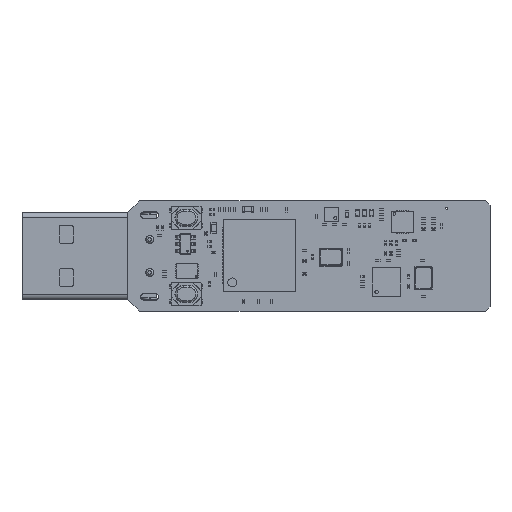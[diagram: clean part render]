
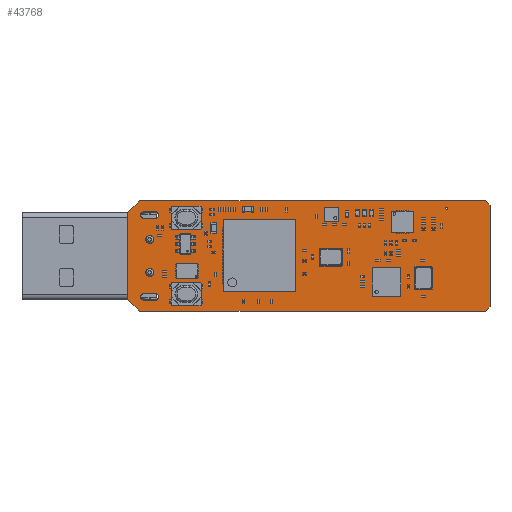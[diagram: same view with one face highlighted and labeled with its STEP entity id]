
A CAD part, top view. The second image highlights one B-rep face of the part: STEP entity #43768.
In plain terms, the highlighted planar face has unit normal (0, 0, 1).
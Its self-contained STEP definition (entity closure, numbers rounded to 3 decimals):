
#43487 = VERTEX_POINT('',#43488);
#43488 = CARTESIAN_POINT('',(238.3,-108.7,1.51));
#43494 = EDGE_CURVE('',#43487,#43495,#43497,.T.);
#43495 = VERTEX_POINT('',#43496);
#43496 = CARTESIAN_POINT('',(238.3,-115.8,1.51));
#43497 = LINE('',#43498,#43499);
#43498 = CARTESIAN_POINT('',(238.3,-108.7,1.51));
#43499 = VECTOR('',#43500,1.);
#43500 = DIRECTION('',(0.,-1.,0.));
#43527 = VERTEX_POINT('',#43528);
#43528 = CARTESIAN_POINT('',(237.7,-108.1,1.51));
#43534 = EDGE_CURVE('',#43527,#43487,#43535,.T.);
#43535 = LINE('',#43536,#43537);
#43536 = CARTESIAN_POINT('',(237.7,-108.1,1.51));
#43537 = VECTOR('',#43538,1.);
#43538 = DIRECTION('',(0.707,-0.707,0.));
#43556 = EDGE_CURVE('',#43495,#43557,#43559,.T.);
#43557 = VERTEX_POINT('',#43558);
#43558 = CARTESIAN_POINT('',(238.3,-122.9,1.51));
#43559 = LINE('',#43560,#43561);
#43560 = CARTESIAN_POINT('',(238.3,-115.8,1.51));
#43561 = VECTOR('',#43562,1.);
#43562 = DIRECTION('',(0.,-1.,0.));
#43768 = ADVANCED_FACE('',(#43769,#43844,#43880,#43891,#43902,#43938),
  #43949,.T.);
#43769 = FACE_BOUND('',#43770,.T.);
#43770 = EDGE_LOOP('',(#43771,#43772,#43773,#43781,#43789,#43797,#43805,
    #43813,#43821,#43829,#43837,#43843));
#43771 = ORIENTED_EDGE('',*,*,#43494,.F.);
#43772 = ORIENTED_EDGE('',*,*,#43534,.F.);
#43773 = ORIENTED_EDGE('',*,*,#43774,.F.);
#43774 = EDGE_CURVE('',#43775,#43527,#43777,.T.);
#43775 = VERTEX_POINT('',#43776);
#43776 = CARTESIAN_POINT('',(189.5,-108.1,1.51));
#43777 = LINE('',#43778,#43779);
#43778 = CARTESIAN_POINT('',(189.5,-108.1,1.51));
#43779 = VECTOR('',#43780,1.);
#43780 = DIRECTION('',(1.,0.,0.));
#43781 = ORIENTED_EDGE('',*,*,#43782,.F.);
#43782 = EDGE_CURVE('',#43783,#43775,#43785,.T.);
#43783 = VERTEX_POINT('',#43784);
#43784 = CARTESIAN_POINT('',(189.,-108.6,1.51));
#43785 = LINE('',#43786,#43787);
#43786 = CARTESIAN_POINT('',(189.,-108.6,1.51));
#43787 = VECTOR('',#43788,1.);
#43788 = DIRECTION('',(0.707,0.707,0.));
#43789 = ORIENTED_EDGE('',*,*,#43790,.F.);
#43790 = EDGE_CURVE('',#43791,#43783,#43793,.T.);
#43791 = VERTEX_POINT('',#43792);
#43792 = CARTESIAN_POINT('',(187.8,-109.8,1.51));
#43793 = LINE('',#43794,#43795);
#43794 = CARTESIAN_POINT('',(187.8,-109.8,1.51));
#43795 = VECTOR('',#43796,1.);
#43796 = DIRECTION('',(0.707,0.707,0.));
#43797 = ORIENTED_EDGE('',*,*,#43798,.F.);
#43798 = EDGE_CURVE('',#43799,#43791,#43801,.T.);
#43799 = VERTEX_POINT('',#43800);
#43800 = CARTESIAN_POINT('',(187.8,-115.8,1.51));
#43801 = LINE('',#43802,#43803);
#43802 = CARTESIAN_POINT('',(187.8,-115.8,1.51));
#43803 = VECTOR('',#43804,1.);
#43804 = DIRECTION('',(0.,1.,0.));
#43805 = ORIENTED_EDGE('',*,*,#43806,.F.);
#43806 = EDGE_CURVE('',#43807,#43799,#43809,.T.);
#43807 = VERTEX_POINT('',#43808);
#43808 = CARTESIAN_POINT('',(187.8,-121.8,1.51));
#43809 = LINE('',#43810,#43811);
#43810 = CARTESIAN_POINT('',(187.8,-121.8,1.51));
#43811 = VECTOR('',#43812,1.);
#43812 = DIRECTION('',(0.,1.,0.));
#43813 = ORIENTED_EDGE('',*,*,#43814,.F.);
#43814 = EDGE_CURVE('',#43815,#43807,#43817,.T.);
#43815 = VERTEX_POINT('',#43816);
#43816 = CARTESIAN_POINT('',(189.,-123.,1.51));
#43817 = LINE('',#43818,#43819);
#43818 = CARTESIAN_POINT('',(189.,-123.,1.51));
#43819 = VECTOR('',#43820,1.);
#43820 = DIRECTION('',(-0.707,0.707,0.));
#43821 = ORIENTED_EDGE('',*,*,#43822,.F.);
#43822 = EDGE_CURVE('',#43823,#43815,#43825,.T.);
#43823 = VERTEX_POINT('',#43824);
#43824 = CARTESIAN_POINT('',(189.5,-123.5,1.51));
#43825 = LINE('',#43826,#43827);
#43826 = CARTESIAN_POINT('',(189.5,-123.5,1.51));
#43827 = VECTOR('',#43828,1.);
#43828 = DIRECTION('',(-0.707,0.707,0.));
#43829 = ORIENTED_EDGE('',*,*,#43830,.F.);
#43830 = EDGE_CURVE('',#43831,#43823,#43833,.T.);
#43831 = VERTEX_POINT('',#43832);
#43832 = CARTESIAN_POINT('',(237.7,-123.5,1.51));
#43833 = LINE('',#43834,#43835);
#43834 = CARTESIAN_POINT('',(237.7,-123.5,1.51));
#43835 = VECTOR('',#43836,1.);
#43836 = DIRECTION('',(-1.,0.,0.));
#43837 = ORIENTED_EDGE('',*,*,#43838,.F.);
#43838 = EDGE_CURVE('',#43557,#43831,#43839,.T.);
#43839 = LINE('',#43840,#43841);
#43840 = CARTESIAN_POINT('',(238.3,-122.9,1.51));
#43841 = VECTOR('',#43842,1.);
#43842 = DIRECTION('',(-0.707,-0.707,0.));
#43843 = ORIENTED_EDGE('',*,*,#43556,.F.);
#43844 = FACE_BOUND('',#43845,.T.);
#43845 = EDGE_LOOP('',(#43846,#43857,#43865,#43874));
#43846 = ORIENTED_EDGE('',*,*,#43847,.T.);
#43847 = EDGE_CURVE('',#43848,#43850,#43852,.T.);
#43848 = VERTEX_POINT('',#43849);
#43849 = CARTESIAN_POINT('',(190.1,-121.95,1.51));
#43850 = VERTEX_POINT('',#43851);
#43851 = CARTESIAN_POINT('',(190.1,-121.05,1.51));
#43852 = CIRCLE('',#43853,0.45);
#43853 = AXIS2_PLACEMENT_3D('',#43854,#43855,#43856);
#43854 = CARTESIAN_POINT('',(190.1,-121.5,1.51));
#43855 = DIRECTION('',(-0.,0.,-1.));
#43856 = DIRECTION('',(0.,1.,0.));
#43857 = ORIENTED_EDGE('',*,*,#43858,.T.);
#43858 = EDGE_CURVE('',#43850,#43859,#43861,.T.);
#43859 = VERTEX_POINT('',#43860);
#43860 = CARTESIAN_POINT('',(191.7,-121.05,1.51));
#43861 = LINE('',#43862,#43863);
#43862 = CARTESIAN_POINT('',(95.85,-121.05,1.51));
#43863 = VECTOR('',#43864,1.);
#43864 = DIRECTION('',(1.,0.,-0.));
#43865 = ORIENTED_EDGE('',*,*,#43866,.T.);
#43866 = EDGE_CURVE('',#43859,#43867,#43869,.T.);
#43867 = VERTEX_POINT('',#43868);
#43868 = CARTESIAN_POINT('',(191.7,-121.95,1.51));
#43869 = CIRCLE('',#43870,0.45);
#43870 = AXIS2_PLACEMENT_3D('',#43871,#43872,#43873);
#43871 = CARTESIAN_POINT('',(191.7,-121.5,1.51));
#43872 = DIRECTION('',(-0.,0.,-1.));
#43873 = DIRECTION('',(0.,-1.,0.));
#43874 = ORIENTED_EDGE('',*,*,#43875,.T.);
#43875 = EDGE_CURVE('',#43867,#43848,#43876,.T.);
#43876 = LINE('',#43877,#43878);
#43877 = CARTESIAN_POINT('',(95.05,-121.95,1.51));
#43878 = VECTOR('',#43879,1.);
#43879 = DIRECTION('',(-1.,0.,0.));
#43880 = FACE_BOUND('',#43881,.T.);
#43881 = EDGE_LOOP('',(#43882));
#43882 = ORIENTED_EDGE('',*,*,#43883,.T.);
#43883 = EDGE_CURVE('',#43884,#43884,#43886,.T.);
#43884 = VERTEX_POINT('',#43885);
#43885 = CARTESIAN_POINT('',(190.9,-118.65,1.51));
#43886 = CIRCLE('',#43887,0.55);
#43887 = AXIS2_PLACEMENT_3D('',#43888,#43889,#43890);
#43888 = CARTESIAN_POINT('',(190.9,-118.1,1.51));
#43889 = DIRECTION('',(-0.,0.,-1.));
#43890 = DIRECTION('',(0.,-1.,-0.));
#43891 = FACE_BOUND('',#43892,.T.);
#43892 = EDGE_LOOP('',(#43893));
#43893 = ORIENTED_EDGE('',*,*,#43894,.T.);
#43894 = EDGE_CURVE('',#43895,#43895,#43897,.T.);
#43895 = VERTEX_POINT('',#43896);
#43896 = CARTESIAN_POINT('',(190.9,-114.05,1.51));
#43897 = CIRCLE('',#43898,0.55);
#43898 = AXIS2_PLACEMENT_3D('',#43899,#43900,#43901);
#43899 = CARTESIAN_POINT('',(190.9,-113.5,1.51));
#43900 = DIRECTION('',(-0.,0.,-1.));
#43901 = DIRECTION('',(0.,-1.,-0.));
#43902 = FACE_BOUND('',#43903,.T.);
#43903 = EDGE_LOOP('',(#43904,#43915,#43923,#43932));
#43904 = ORIENTED_EDGE('',*,*,#43905,.T.);
#43905 = EDGE_CURVE('',#43906,#43908,#43910,.T.);
#43906 = VERTEX_POINT('',#43907);
#43907 = CARTESIAN_POINT('',(190.1,-110.55,1.51));
#43908 = VERTEX_POINT('',#43909);
#43909 = CARTESIAN_POINT('',(190.1,-109.65,1.51));
#43910 = CIRCLE('',#43911,0.45);
#43911 = AXIS2_PLACEMENT_3D('',#43912,#43913,#43914);
#43912 = CARTESIAN_POINT('',(190.1,-110.1,1.51));
#43913 = DIRECTION('',(-0.,0.,-1.));
#43914 = DIRECTION('',(0.,1.,0.));
#43915 = ORIENTED_EDGE('',*,*,#43916,.T.);
#43916 = EDGE_CURVE('',#43908,#43917,#43919,.T.);
#43917 = VERTEX_POINT('',#43918);
#43918 = CARTESIAN_POINT('',(191.7,-109.65,1.51));
#43919 = LINE('',#43920,#43921);
#43920 = CARTESIAN_POINT('',(95.85,-109.65,1.51));
#43921 = VECTOR('',#43922,1.);
#43922 = DIRECTION('',(1.,0.,-0.));
#43923 = ORIENTED_EDGE('',*,*,#43924,.T.);
#43924 = EDGE_CURVE('',#43917,#43925,#43927,.T.);
#43925 = VERTEX_POINT('',#43926);
#43926 = CARTESIAN_POINT('',(191.7,-110.55,1.51));
#43927 = CIRCLE('',#43928,0.45);
#43928 = AXIS2_PLACEMENT_3D('',#43929,#43930,#43931);
#43929 = CARTESIAN_POINT('',(191.7,-110.1,1.51));
#43930 = DIRECTION('',(-0.,0.,-1.));
#43931 = DIRECTION('',(0.,-1.,0.));
#43932 = ORIENTED_EDGE('',*,*,#43933,.T.);
#43933 = EDGE_CURVE('',#43925,#43906,#43934,.T.);
#43934 = LINE('',#43935,#43936);
#43935 = CARTESIAN_POINT('',(95.05,-110.55,1.51));
#43936 = VECTOR('',#43937,1.);
#43937 = DIRECTION('',(-1.,0.,0.));
#43938 = FACE_BOUND('',#43939,.T.);
#43939 = EDGE_LOOP('',(#43940));
#43940 = ORIENTED_EDGE('',*,*,#43941,.T.);
#43941 = EDGE_CURVE('',#43942,#43942,#43944,.T.);
#43942 = VERTEX_POINT('',#43943);
#43943 = CARTESIAN_POINT('',(232.275,-109.3,1.51));
#43944 = CIRCLE('',#43945,0.15);
#43945 = AXIS2_PLACEMENT_3D('',#43946,#43947,#43948);
#43946 = CARTESIAN_POINT('',(232.275,-109.15,1.51));
#43947 = DIRECTION('',(-0.,0.,-1.));
#43948 = DIRECTION('',(-0.,-1.,0.));
#43949 = PLANE('',#43950);
#43950 = AXIS2_PLACEMENT_3D('',#43951,#43952,#43953);
#43951 = CARTESIAN_POINT('',(0.,0.,1.51));
#43952 = DIRECTION('',(0.,0.,1.));
#43953 = DIRECTION('',(1.,0.,-0.));
